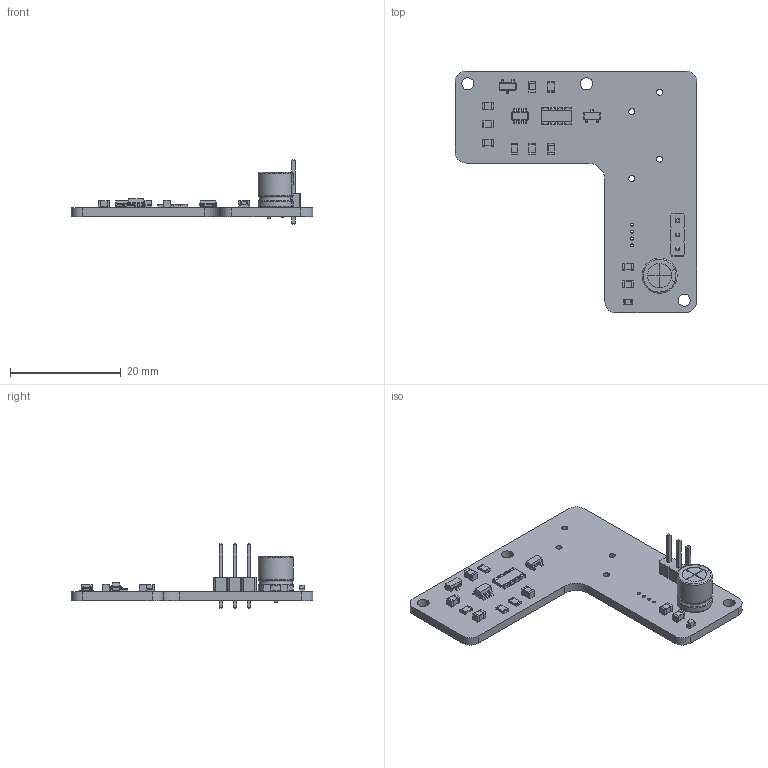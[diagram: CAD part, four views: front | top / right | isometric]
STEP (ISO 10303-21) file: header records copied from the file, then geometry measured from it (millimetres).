
FILE_DESCRIPTION(('KiCad electronic assembly'),'2;1');
FILE_NAME('gigablox-nano-rvp.step','2022-07-14T23:11:07',('Pcbnew'),( 'Kicad'),'Open CASCADE STEP processor 7.6','KiCad to STEP converter' ,'Unknown');
FILE_SCHEMA(('AUTOMOTIVE_DESIGN { 1 0 10303 214 1 1 1 1 }'));
Length unit declared in the file: millimetre
Products named in the file (18): gigablox-nano-rvp 1; R_0805_2012Metric; SOLID; LED_0603_1608Metric; SOT-23; CP_Radial_D6.3mm_P2.50mm; SOT-23-6; C_0805_2012Metric; PinHeader_1x03_P2.54mm_Vertical; R_Array_Convex_4x1206; gigablox-nano-rvp PCB
Assembly tree (26 placements, depth 3):
  gigablox-nano-rvp 1
    R_0805_2012Metric  x4
      SOLID
    LED_0603_1608Metric
      SOLID
    SOT-23  x2
      SOLID
    CP_Radial_D6.3mm_P2.50mm
      SOLID
    SOT-23-6
      SOLID
    C_0805_2012Metric  x6
      SOLID
    PinHeader_1x03_P2.54mm_Vertical
      SOLID
    R_Array_Convex_4x1206
      SOLID
    gigablox-nano-rvp PCB
Bounding box: 43.6 x 43.6 x 11.54 mm (x, y, z)
Volume: 2134 mm3; surface area: 3274.6 mm2
Topology: 18 solids, 19 shells, 968 faces, 2538 edges, 1630 vertices
Faces by surface type: bspline 938, cylinder 22, plane 8
Full cylindrical faces by diameter (mm): 0.55 x4, 0.8 x2, 1 x3, 1.1 x4, 2.2 x3
Entity records: 45708 total; most frequent: CARTESIAN_POINT 17376, B_SPLINE_CURVE_WITH_KNOTS 4510, ORIENTED_EDGE 3588, PCURVE 3588, DEFINITIONAL_REPRESENTATION 3588, EDGE_CURVE 1794, SURFACE_CURVE 1776, VERTEX_POINT 1152
